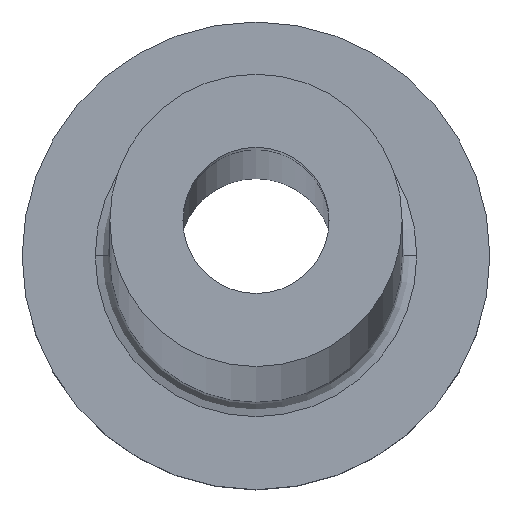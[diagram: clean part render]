
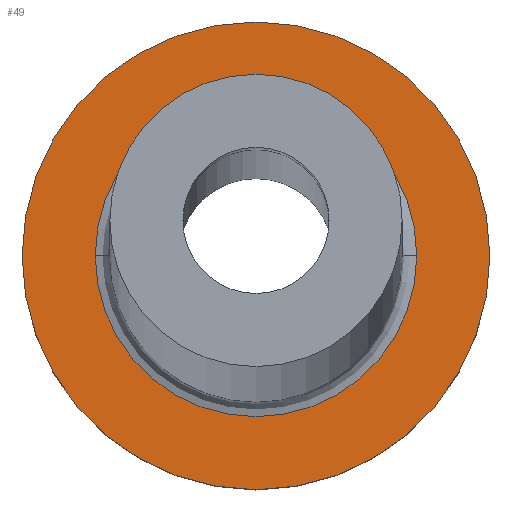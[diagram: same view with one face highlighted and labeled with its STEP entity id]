
A CAD part, top view. The second image highlights one B-rep face of the part: STEP entity #49.
In plain terms, the highlighted planar face has unit normal (0, 0, 1).
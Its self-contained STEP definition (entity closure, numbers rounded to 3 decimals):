
#6 = AXIS2_PLACEMENT_3D ( 'NONE', #99, #288, #39 ) ;
#14 = EDGE_LOOP ( 'NONE', ( #365, #441 ) ) ;
#17 = EDGE_CURVE ( 'NONE', #109, #336, #23, .T. ) ;
#23 = CIRCLE ( 'NONE', #440, 8. ) ;
#39 = DIRECTION ( 'NONE',  ( 1., 0., 0. ) ) ;
#49 = ADVANCED_FACE ( 'NONE', ( #95, #266 ), #67, .T. ) ;
#50 = CARTESIAN_POINT ( 'NONE',  ( -8., 0., 5. ) ) ;
#51 = ORIENTED_EDGE ( 'NONE', *, *, #17, .T. ) ;
#67 = PLANE ( 'NONE',  #230 ) ;
#78 = VERTEX_POINT ( 'NONE', #168 ) ;
#83 = CIRCLE ( 'NONE', #6, 5.5 ) ;
#95 = FACE_BOUND ( 'NONE', #14, .T. ) ;
#99 = CARTESIAN_POINT ( 'NONE',  ( 0., 0., 5. ) ) ;
#109 = VERTEX_POINT ( 'NONE', #306 ) ;
#125 = EDGE_CURVE ( 'NONE', #135, #78, #278, .T. ) ;
#135 = VERTEX_POINT ( 'NONE', #387 ) ;
#136 = DIRECTION ( 'NONE',  ( 1., 0., 0. ) ) ;
#141 = AXIS2_PLACEMENT_3D ( 'NONE', #201, #239, #340 ) ;
#143 = DIRECTION ( 'NONE',  ( 1., 0., 0. ) ) ;
#163 = DIRECTION ( 'NONE',  ( 1., 0., 0. ) ) ;
#168 = CARTESIAN_POINT ( 'NONE',  ( -5.5, 0., 5. ) ) ;
#180 = EDGE_CURVE ( 'NONE', #78, #135, #83, .T. ) ;
#185 = EDGE_LOOP ( 'NONE', ( #397, #51 ) ) ;
#199 = EDGE_CURVE ( 'NONE', #336, #109, #388, .T. ) ;
#201 = CARTESIAN_POINT ( 'NONE',  ( 0., 0., 5. ) ) ;
#230 = AXIS2_PLACEMENT_3D ( 'NONE', #417, #414, #163 ) ;
#235 = CARTESIAN_POINT ( 'NONE',  ( 0., 0., 5. ) ) ;
#239 = DIRECTION ( 'NONE',  ( 0., 0., -1. ) ) ;
#241 = DIRECTION ( 'NONE',  ( 0., 0., 1. ) ) ;
#266 = FACE_OUTER_BOUND ( 'NONE', #185, .T. ) ;
#271 = AXIS2_PLACEMENT_3D ( 'NONE', #360, #241, #143 ) ;
#278 = CIRCLE ( 'NONE', #141, 5.5 ) ;
#288 = DIRECTION ( 'NONE',  ( 0., 0., -1. ) ) ;
#306 = CARTESIAN_POINT ( 'NONE',  ( 8., 0., 5. ) ) ;
#336 = VERTEX_POINT ( 'NONE', #50 ) ;
#340 = DIRECTION ( 'NONE',  ( 1., 0., 0. ) ) ;
#360 = CARTESIAN_POINT ( 'NONE',  ( 0., 0., 5. ) ) ;
#365 = ORIENTED_EDGE ( 'NONE', *, *, #125, .T. ) ;
#387 = CARTESIAN_POINT ( 'NONE',  ( 5.5, 0., 5. ) ) ;
#388 = CIRCLE ( 'NONE', #271, 8. ) ;
#397 = ORIENTED_EDGE ( 'NONE', *, *, #199, .T. ) ;
#414 = DIRECTION ( 'NONE',  ( 0., 0., 1. ) ) ;
#417 = CARTESIAN_POINT ( 'NONE',  ( 0., 0., 5. ) ) ;
#418 = DIRECTION ( 'NONE',  ( 0., 0., 1. ) ) ;
#440 = AXIS2_PLACEMENT_3D ( 'NONE', #235, #418, #136 ) ;
#441 = ORIENTED_EDGE ( 'NONE', *, *, #180, .T. ) ;
